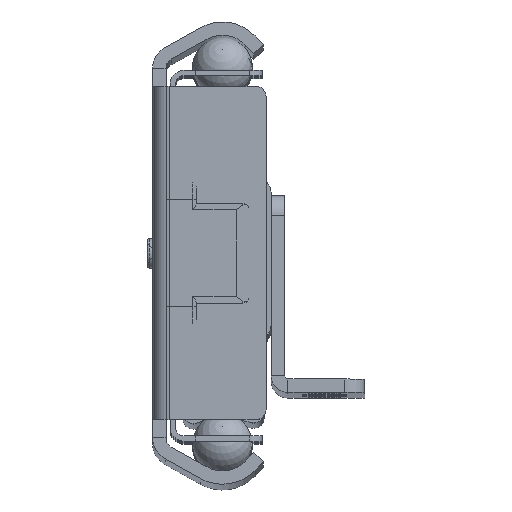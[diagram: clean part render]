
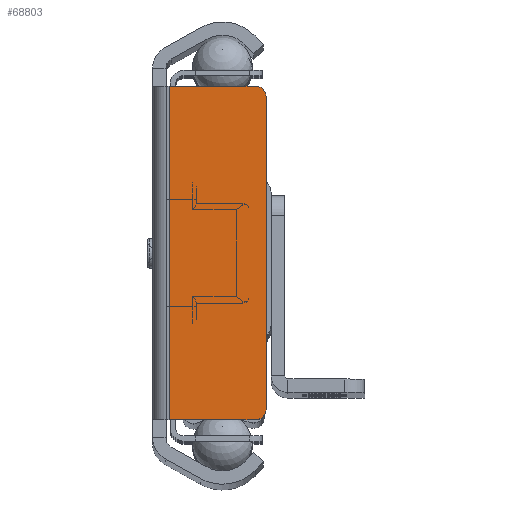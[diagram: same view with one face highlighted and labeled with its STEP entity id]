
A CAD part, top view. The second image highlights one B-rep face of the part: STEP entity #68803.
In plain terms, the highlighted planar face has unit normal (0, 0, 1).
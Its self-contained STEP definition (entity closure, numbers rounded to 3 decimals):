
#1724=PLANE('',#72897);
#5096=FACE_OUTER_BOUND('',#8609,.T.);
#8609=EDGE_LOOP('',(#46534,#46535,#46536,#46537,#46538,#46539));
#12459=LINE('',#103332,#18276);
#12465=LINE('',#103348,#18282);
#12486=LINE('',#103402,#18303);
#12487=LINE('',#103406,#18304);
#18276=VECTOR('',#81405,10.);
#18282=VECTOR('',#81421,10.);
#18303=VECTOR('',#81466,10.);
#18304=VECTOR('',#81473,1.38);
#24054=CIRCLE('',#72870,1.5);
#24057=CIRCLE('',#72876,1.5);
#27921=VERTEX_POINT('',#103319);
#27922=VERTEX_POINT('',#103320);
#27926=VERTEX_POINT('',#103330);
#27930=VERTEX_POINT('',#103342);
#27931=VERTEX_POINT('',#103346);
#27952=VERTEX_POINT('',#103401);
#35211=EDGE_CURVE('',#27921,#27922,#24054,.T.);
#35217=EDGE_CURVE('',#27926,#27921,#12459,.T.);
#35222=EDGE_CURVE('',#27930,#27926,#24057,.T.);
#35225=EDGE_CURVE('',#27931,#27930,#12465,.T.);
#35250=EDGE_CURVE('',#27931,#27952,#12486,.T.);
#35253=EDGE_CURVE('',#27922,#27952,#12487,.T.);
#46534=ORIENTED_EDGE('',*,*,#35211,.F.);
#46535=ORIENTED_EDGE('',*,*,#35217,.F.);
#46536=ORIENTED_EDGE('',*,*,#35222,.F.);
#46537=ORIENTED_EDGE('',*,*,#35225,.F.);
#46538=ORIENTED_EDGE('',*,*,#35250,.T.);
#46539=ORIENTED_EDGE('',*,*,#35253,.F.);
#68803=ADVANCED_FACE('',(#5096),#1724,.F.);
#72870=AXIS2_PLACEMENT_3D('',#103321,#81395,#81396);
#72876=AXIS2_PLACEMENT_3D('',#103343,#81415,#81416);
#72897=AXIS2_PLACEMENT_3D('',#103416,#81485,#81486);
#81395=DIRECTION('center_axis',(0.,0.,
-1.));
#81396=DIRECTION('ref_axis',(0.707,-0.707,0.));
#81405=DIRECTION('',(0.,-1.,0.));
#81415=DIRECTION('center_axis',(0.,0.,
-1.));
#81416=DIRECTION('ref_axis',(0.707,0.707,0.));
#81421=DIRECTION('',(1.,0.,0.));
#81466=DIRECTION('',(0.,-1.,0.));
#81473=DIRECTION('',(-1.,0.,0.));
#81485=DIRECTION('center_axis',(0.,0.,
-1.));
#81486=DIRECTION('ref_axis',(0.,1.,0.));
#103319=CARTESIAN_POINT('',(6.55,-23.5,500.));
#103320=CARTESIAN_POINT('',(5.05,-25.,500.));
#103321=CARTESIAN_POINT('Origin',(5.05,-23.5,500.));
#103330=CARTESIAN_POINT('',(6.55,23.5,500.));
#103332=CARTESIAN_POINT('',(6.55,25.,500.));
#103342=CARTESIAN_POINT('',(5.05,25.,500.));
#103343=CARTESIAN_POINT('Origin',(5.05,23.5,500.));
#103346=CARTESIAN_POINT('',(-7.95,25.,500.));
#103348=CARTESIAN_POINT('',(-7.95,25.,500.));
#103401=CARTESIAN_POINT('',(-7.95,-25.,500.));
#103402=CARTESIAN_POINT('',(-7.95,0.,500.));
#103406=CARTESIAN_POINT('',(-12.286,-25.,500.));
#103416=CARTESIAN_POINT('Origin',(-7.95,-25.,500.));
